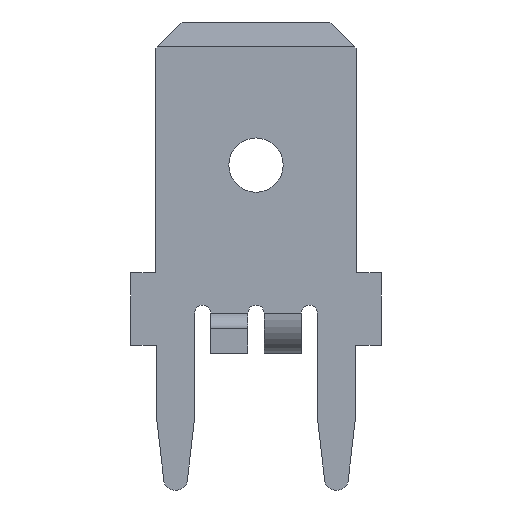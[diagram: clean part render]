
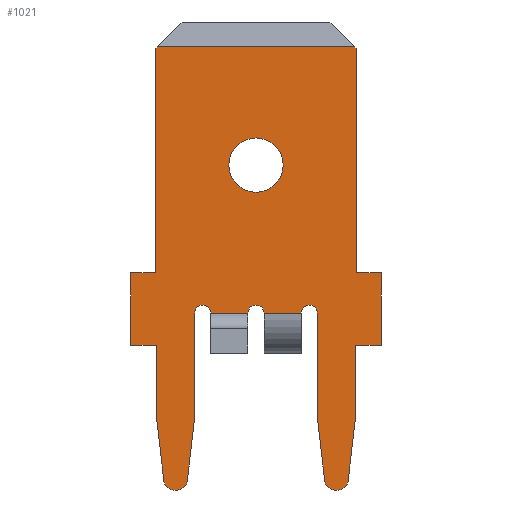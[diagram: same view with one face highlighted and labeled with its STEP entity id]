
A CAD part, front view. The second image highlights one B-rep face of the part: STEP entity #1021.
In plain terms, the highlighted planar face has unit normal (0, -1, 0).
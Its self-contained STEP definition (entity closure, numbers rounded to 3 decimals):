
#279=CARTESIAN_POINT('',(0.,-0.394,-4.521));
#280=DIRECTION('',(0.,-1.,0.));
#281=DIRECTION('',(1.,0.,0.));
#282=AXIS2_PLACEMENT_3D('',#279,#280,#281);
#284=CARTESIAN_POINT('',(0.,-0.394,-4.521));
#285=DIRECTION('',(0.,-1.,0.));
#286=DIRECTION('',(-1.,0.,0.));
#287=AXIS2_PLACEMENT_3D('',#284,#285,#286);
#289=DIRECTION('',(-1.,0.,0.));
#290=VECTOR('',#289,6.248);
#291=CARTESIAN_POINT('',(3.124,-0.394,-0.787));
#292=LINE('',#291,#290);
#293=DIRECTION('',(0.707,0.,-0.707));
#294=VECTOR('',#293,0.072);
#295=CARTESIAN_POINT('',(3.124,-0.394,-0.787));
#296=LINE('',#295,#294);
#297=DIRECTION('',(0.,0.,-1.));
#298=VECTOR('',#297,7.087);
#299=CARTESIAN_POINT('',(3.175,-0.394,-0.838));
#300=LINE('',#299,#298);
#301=DIRECTION('',(1.,0.,0.));
#302=VECTOR('',#301,0.787);
#303=CARTESIAN_POINT('',(3.175,-0.394,-7.925));
#304=LINE('',#303,#302);
#305=DIRECTION('',(0.,0.,-1.));
#306=VECTOR('',#305,2.286);
#307=CARTESIAN_POINT('',(3.962,-0.394,-7.925));
#308=LINE('',#307,#306);
#309=DIRECTION('',(-1.,0.,0.));
#310=VECTOR('',#309,0.819);
#311=CARTESIAN_POINT('',(3.962,-0.394,-10.211));
#312=LINE('',#311,#310);
#313=DIRECTION('',(0.,0.,-1.));
#314=VECTOR('',#313,2.286);
#315=CARTESIAN_POINT('',(3.143,-0.394,-10.211));
#316=LINE('',#315,#314);
#317=DIRECTION('',(-0.116,0.,-0.993));
#318=VECTOR('',#317,2.019);
#319=CARTESIAN_POINT('',(3.143,-0.394,-12.497));
#320=LINE('',#319,#318);
#321=CARTESIAN_POINT('',(2.593,-0.394,-14.465));
#322=DIRECTION('',(0.,1.,0.));
#323=DIRECTION('',(0.993,0.,-0.116));
#324=AXIS2_PLACEMENT_3D('',#321,#322,#323);
#326=DIRECTION('',(-1.,0.,0.));
#327=VECTOR('',#326,0.106);
#328=CARTESIAN_POINT('',(2.593,-0.394,-14.783));
#329=LINE('',#328,#327);
#330=CARTESIAN_POINT('',(2.487,-0.394,-14.465));
#331=DIRECTION('',(0.,1.,0.));
#332=DIRECTION('',(0.,0.,-1.));
#333=AXIS2_PLACEMENT_3D('',#330,#331,#332);
#335=DIRECTION('',(-0.116,0.,0.993));
#336=VECTOR('',#335,2.019);
#337=CARTESIAN_POINT('',(2.172,-0.394,-14.502));
#338=LINE('',#337,#336);
#339=DIRECTION('',(0.,0.,1.));
#340=VECTOR('',#339,3.302);
#341=CARTESIAN_POINT('',(1.937,-0.394,-12.497));
#342=LINE('',#341,#340);
#343=CARTESIAN_POINT('',(1.683,-0.394,-9.195));
#344=DIRECTION('',(0.,-1.,0.));
#345=DIRECTION('',(1.,0.,0.));
#346=AXIS2_PLACEMENT_3D('',#343,#344,#345);
#348=DIRECTION('',(1.,0.,0.));
#349=VECTOR('',#348,1.175);
#350=CARTESIAN_POINT('',(0.254,-0.394,-9.195));
#351=LINE('',#350,#349);
#352=CARTESIAN_POINT('',(0.,-0.394,-9.195));
#353=DIRECTION('',(0.,-1.,0.));
#354=DIRECTION('',(1.,0.,0.));
#355=AXIS2_PLACEMENT_3D('',#352,#353,#354);
#357=DIRECTION('',(1.,0.,0.));
#358=VECTOR('',#357,1.175);
#359=CARTESIAN_POINT('',(-1.429,-0.394,-9.195));
#360=LINE('',#359,#358);
#361=CARTESIAN_POINT('',(-1.683,-0.394,-9.195));
#362=DIRECTION('',(0.,-1.,0.));
#363=DIRECTION('',(1.,0.,0.));
#364=AXIS2_PLACEMENT_3D('',#361,#362,#363);
#366=DIRECTION('',(0.,0.,-1.));
#367=VECTOR('',#366,3.302);
#368=CARTESIAN_POINT('',(-1.937,-0.394,-9.195));
#369=LINE('',#368,#367);
#370=DIRECTION('',(-0.116,0.,-0.993));
#371=VECTOR('',#370,2.019);
#372=CARTESIAN_POINT('',(-1.937,-0.394,-12.497));
#373=LINE('',#372,#371);
#374=CARTESIAN_POINT('',(-2.487,-0.394,-14.465));
#375=DIRECTION('',(0.,1.,0.));
#376=DIRECTION('',(0.993,0.,-0.116));
#377=AXIS2_PLACEMENT_3D('',#374,#375,#376);
#379=DIRECTION('',(-1.,0.,0.));
#380=VECTOR('',#379,0.106);
#381=CARTESIAN_POINT('',(-2.487,-0.394,-14.783));
#382=LINE('',#381,#380);
#383=CARTESIAN_POINT('',(-2.593,-0.394,-14.465));
#384=DIRECTION('',(0.,1.,0.));
#385=DIRECTION('',(0.,0.,-1.));
#386=AXIS2_PLACEMENT_3D('',#383,#384,#385);
#388=DIRECTION('',(-0.116,0.,0.993));
#389=VECTOR('',#388,2.019);
#390=CARTESIAN_POINT('',(-2.908,-0.394,-14.502));
#391=LINE('',#390,#389);
#392=DIRECTION('',(0.,0.,1.));
#393=VECTOR('',#392,2.286);
#394=CARTESIAN_POINT('',(-3.143,-0.394,-12.497));
#395=LINE('',#394,#393);
#396=DIRECTION('',(-1.,0.,0.));
#397=VECTOR('',#396,0.819);
#398=CARTESIAN_POINT('',(-3.143,-0.394,-10.211));
#399=LINE('',#398,#397);
#400=DIRECTION('',(0.,0.,1.));
#401=VECTOR('',#400,2.286);
#402=CARTESIAN_POINT('',(-3.962,-0.394,-10.211));
#403=LINE('',#402,#401);
#404=DIRECTION('',(1.,0.,0.));
#405=VECTOR('',#404,0.787);
#406=CARTESIAN_POINT('',(-3.962,-0.394,-7.925));
#407=LINE('',#406,#405);
#408=DIRECTION('',(0.,0.,1.));
#409=VECTOR('',#408,7.087);
#410=CARTESIAN_POINT('',(-3.175,-0.394,-7.925));
#411=LINE('',#410,#409);
#412=DIRECTION('',(0.707,0.,0.707));
#413=VECTOR('',#412,0.072);
#414=CARTESIAN_POINT('',(-3.175,-0.394,-0.838));
#415=LINE('',#414,#413);
#700=CARTESIAN_POINT('',(3.175,-0.394,-7.925));
#701=CARTESIAN_POINT('',(3.962,-0.394,-7.925));
#702=VERTEX_POINT('',#700);
#703=VERTEX_POINT('',#701);
#704=CARTESIAN_POINT('',(3.962,-0.394,-10.211));
#705=VERTEX_POINT('',#704);
#706=CARTESIAN_POINT('',(3.143,-0.394,-10.211));
#707=VERTEX_POINT('',#706);
#708=CARTESIAN_POINT('',(3.143,-0.394,-12.497));
#709=VERTEX_POINT('',#708);
#710=CARTESIAN_POINT('',(2.593,-0.394,-14.783));
#711=CARTESIAN_POINT('',(2.487,-0.394,-14.783));
#712=VERTEX_POINT('',#710);
#713=VERTEX_POINT('',#711);
#714=CARTESIAN_POINT('',(1.937,-0.394,-12.497));
#715=CARTESIAN_POINT('',(1.937,-0.394,-9.195));
#716=VERTEX_POINT('',#714);
#717=VERTEX_POINT('',#715);
#718=CARTESIAN_POINT('',(3.175,-0.394,-0.838));
#719=VERTEX_POINT('',#718);
#736=CARTESIAN_POINT('',(-1.937,-0.394,-9.195));
#737=CARTESIAN_POINT('',(-1.937,-0.394,-12.497));
#738=VERTEX_POINT('',#736);
#739=VERTEX_POINT('',#737);
#740=CARTESIAN_POINT('',(-3.143,-0.394,-12.497));
#741=CARTESIAN_POINT('',(-3.143,-0.394,-10.211));
#742=VERTEX_POINT('',#740);
#743=VERTEX_POINT('',#741);
#744=CARTESIAN_POINT('',(-3.962,-0.394,-10.211));
#745=VERTEX_POINT('',#744);
#746=CARTESIAN_POINT('',(-3.962,-0.394,-7.925));
#747=VERTEX_POINT('',#746);
#748=CARTESIAN_POINT('',(-3.175,-0.394,-7.925));
#749=VERTEX_POINT('',#748);
#750=CARTESIAN_POINT('',(-3.175,-0.394,-0.838));
#751=VERTEX_POINT('',#750);
#752=CARTESIAN_POINT('',(-3.124,-0.394,-0.787));
#754=VERTEX_POINT('',#752);
#758=CARTESIAN_POINT('',(3.124,-0.394,-0.787));
#759=VERTEX_POINT('',#758);
#772=CARTESIAN_POINT('',(0.857,-0.394,-4.521));
#773=CARTESIAN_POINT('',(-0.857,-0.394,-4.521));
#774=VERTEX_POINT('',#772);
#775=VERTEX_POINT('',#773);
#788=CARTESIAN_POINT('',(2.908,-0.394,-14.502));
#789=VERTEX_POINT('',#788);
#790=CARTESIAN_POINT('',(2.172,-0.394,-14.502));
#791=VERTEX_POINT('',#790);
#792=CARTESIAN_POINT('',(-2.172,-0.394,-14.502));
#793=VERTEX_POINT('',#792);
#794=CARTESIAN_POINT('',(-2.487,-0.394,-14.783));
#795=VERTEX_POINT('',#794);
#796=CARTESIAN_POINT('',(-2.593,-0.394,-14.783));
#797=VERTEX_POINT('',#796);
#798=CARTESIAN_POINT('',(-2.908,-0.394,-14.502));
#799=VERTEX_POINT('',#798);
#808=CARTESIAN_POINT('',(1.429,-0.394,-9.195));
#810=VERTEX_POINT('',#808);
#820=CARTESIAN_POINT('',(-1.429,-0.394,-9.195));
#822=VERTEX_POINT('',#820);
#824=CARTESIAN_POINT('',(0.254,-0.394,-9.195));
#826=VERTEX_POINT('',#824);
#828=CARTESIAN_POINT('',(-0.254,-0.394,
-9.195));
#830=VERTEX_POINT('',#828);
#950=CARTESIAN_POINT('',(0.,-0.394,0.));
#951=DIRECTION('',(0.,1.,0.));
#952=DIRECTION('',(1.,0.,0.));
#953=AXIS2_PLACEMENT_3D('',#950,#951,#952);
#954=PLANE('',#953);
#956=ORIENTED_EDGE('',*,*,#955,.F.);
#958=ORIENTED_EDGE('',*,*,#957,.T.);
#960=ORIENTED_EDGE('',*,*,#959,.T.);
#962=ORIENTED_EDGE('',*,*,#961,.T.);
#964=ORIENTED_EDGE('',*,*,#963,.T.);
#966=ORIENTED_EDGE('',*,*,#965,.T.);
#968=ORIENTED_EDGE('',*,*,#967,.T.);
#970=ORIENTED_EDGE('',*,*,#969,.T.);
#972=ORIENTED_EDGE('',*,*,#971,.T.);
#974=ORIENTED_EDGE('',*,*,#973,.T.);
#976=ORIENTED_EDGE('',*,*,#975,.T.);
#978=ORIENTED_EDGE('',*,*,#977,.T.);
#980=ORIENTED_EDGE('',*,*,#979,.T.);
#982=ORIENTED_EDGE('',*,*,#981,.T.);
#984=ORIENTED_EDGE('',*,*,#983,.F.);
#986=ORIENTED_EDGE('',*,*,#985,.T.);
#988=ORIENTED_EDGE('',*,*,#987,.F.);
#990=ORIENTED_EDGE('',*,*,#989,.T.);
#992=ORIENTED_EDGE('',*,*,#991,.T.);
#994=ORIENTED_EDGE('',*,*,#993,.T.);
#996=ORIENTED_EDGE('',*,*,#995,.T.);
#998=ORIENTED_EDGE('',*,*,#997,.T.);
#1000=ORIENTED_EDGE('',*,*,#999,.T.);
#1002=ORIENTED_EDGE('',*,*,#1001,.T.);
#1004=ORIENTED_EDGE('',*,*,#1003,.T.);
#1006=ORIENTED_EDGE('',*,*,#1005,.T.);
#1008=ORIENTED_EDGE('',*,*,#1007,.T.);
#1010=ORIENTED_EDGE('',*,*,#1009,.T.);
#1012=ORIENTED_EDGE('',*,*,#1011,.T.);
#1014=ORIENTED_EDGE('',*,*,#1013,.T.);
#1015=EDGE_LOOP('',(#956,#958,#960,#962,#964,#966,#968,#970,#972,#974,#976,#978,
#980,#982,#984,#986,#988,#990,#992,#994,#996,#998,#1000,#1002,#1004,#1006,#1008,
#1010,#1012,#1014));
#1016=FACE_OUTER_BOUND('',#1015,.F.);
#1017=ORIENTED_EDGE('',*,*,#930,.T.);
#1018=ORIENTED_EDGE('',*,*,#944,.T.);
#1019=EDGE_LOOP('',(#1017,#1018));
#1020=FACE_BOUND('',#1019,.F.);
#283=CIRCLE('',#282,0.857);
#288=CIRCLE('',#287,0.857);
#325=CIRCLE('',#324,0.318);
#334=CIRCLE('',#333,0.318);
#347=CIRCLE('',#346,0.254);
#356=CIRCLE('',#355,0.254);
#365=CIRCLE('',#364,0.254);
#378=CIRCLE('',#377,0.318);
#387=CIRCLE('',#386,0.318);
#930=EDGE_CURVE('',#774,#775,#283,.T.);
#944=EDGE_CURVE('',#775,#774,#288,.T.);
#955=EDGE_CURVE('',#759,#754,#292,.T.);
#957=EDGE_CURVE('',#759,#719,#296,.T.);
#959=EDGE_CURVE('',#719,#702,#300,.T.);
#961=EDGE_CURVE('',#702,#703,#304,.T.);
#963=EDGE_CURVE('',#703,#705,#308,.T.);
#965=EDGE_CURVE('',#705,#707,#312,.T.);
#967=EDGE_CURVE('',#707,#709,#316,.T.);
#969=EDGE_CURVE('',#709,#789,#320,.T.);
#971=EDGE_CURVE('',#789,#712,#325,.T.);
#973=EDGE_CURVE('',#712,#713,#329,.T.);
#975=EDGE_CURVE('',#713,#791,#334,.T.);
#977=EDGE_CURVE('',#791,#716,#338,.T.);
#979=EDGE_CURVE('',#716,#717,#342,.T.);
#981=EDGE_CURVE('',#717,#810,#347,.T.);
#983=EDGE_CURVE('',#826,#810,#351,.T.);
#985=EDGE_CURVE('',#826,#830,#356,.T.);
#987=EDGE_CURVE('',#822,#830,#360,.T.);
#989=EDGE_CURVE('',#822,#738,#365,.T.);
#991=EDGE_CURVE('',#738,#739,#369,.T.);
#993=EDGE_CURVE('',#739,#793,#373,.T.);
#995=EDGE_CURVE('',#793,#795,#378,.T.);
#997=EDGE_CURVE('',#795,#797,#382,.T.);
#999=EDGE_CURVE('',#797,#799,#387,.T.);
#1001=EDGE_CURVE('',#799,#742,#391,.T.);
#1003=EDGE_CURVE('',#742,#743,#395,.T.);
#1005=EDGE_CURVE('',#743,#745,#399,.T.);
#1007=EDGE_CURVE('',#745,#747,#403,.T.);
#1009=EDGE_CURVE('',#747,#749,#407,.T.);
#1011=EDGE_CURVE('',#749,#751,#411,.T.);
#1013=EDGE_CURVE('',#751,#754,#415,.T.);
#1021=ADVANCED_FACE('',(#1016,#1020),#954,.F.);
